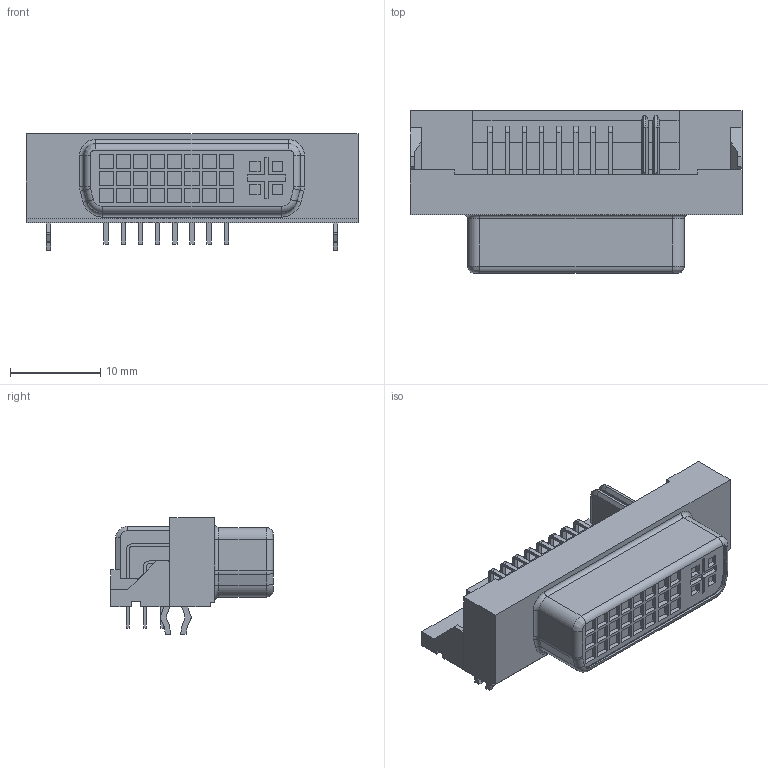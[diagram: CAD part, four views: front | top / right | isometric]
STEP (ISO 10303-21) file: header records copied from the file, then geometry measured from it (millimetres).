
FILE_DESCRIPTION(('FreeCAD Model'),'2;1');
FILE_NAME('_43209004_cp.step', '2019-08-13T22:24:47',('kicad StepUp'),('ksu MCAD'), 'Open CASCADE STEP processor 7.3','FreeCAD','Unknown');
FILE_SCHEMA(('AUTOMOTIVE_DESIGN { 1 0 10303 214 1 1 1 1 }'));
Length unit declared in the file: millimetre
Products named in the file (1): _43209004_cp
Bounding box: 36.83 x 18.03 x 12.96 mm (x, y, z)
Volume: 3363.1 mm3; surface area: 3730.8 mm2
Topology: 1 solids, 1 shells, 713 faces, 1894 edges, 1236 vertices
Faces by surface type: plane 567, cylinder 118, torus 14, bspline 10, cone 4
Entity records: 27017 total; most frequent: CARTESIAN_POINT 3994, ORIENTED_EDGE 3788, DIRECTION 3554, EDGE_CURVE 1894, LINE 1642, VECTOR 1642, VERTEX_POINT 1236, AXIS2_PLACEMENT_3D 956
